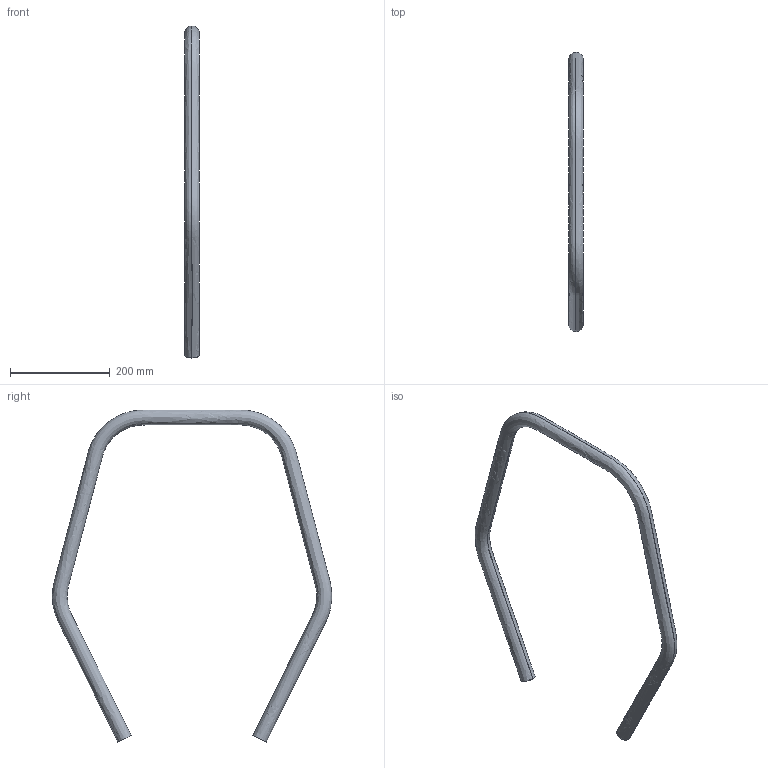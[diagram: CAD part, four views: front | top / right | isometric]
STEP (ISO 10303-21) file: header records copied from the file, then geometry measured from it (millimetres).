
FILE_DESCRIPTION(('CATIA V5 STEP Exchange'),'2;1');
FILE_NAME('202 (Front Hoop).stp','2017-12-28T16:03:14+00:00',('none'),('none'),'CATIA Version 5 Release 19 SP 2 (IN-10)','CATIA V5 STEP AP203','none');
FILE_SCHEMA(('CONFIG_CONTROL_DESIGN'));
Length unit declared in the file: millimetre
Products named in the file (1): Shape_184
Bounding box: 30 x 560.86 x 666.28 mm (x, y, z)
Volume: 376237.2 mm3; surface area: 294421 mm2
Topology: 1 solids, 1 shells, 6 faces, 30 edges, 35 vertices
Faces by surface type: bspline 4, plane 2
Entity records: 2433 total; most frequent: CARTESIAN_POINT 2215, ORIENTED_EDGE 24, DIRECTION 20, COMPOSITE_CURVE_SEGMENT 18, TRIMMED_CURVE 18, AXIS2_PLACEMENT_3D 15, CIRCLE 12, EDGE_CURVE 12
